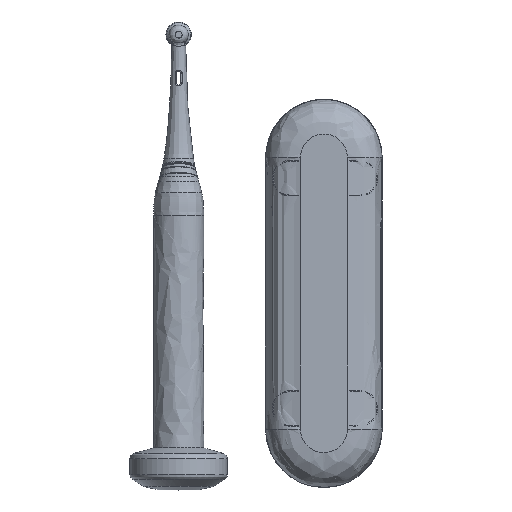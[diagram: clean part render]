
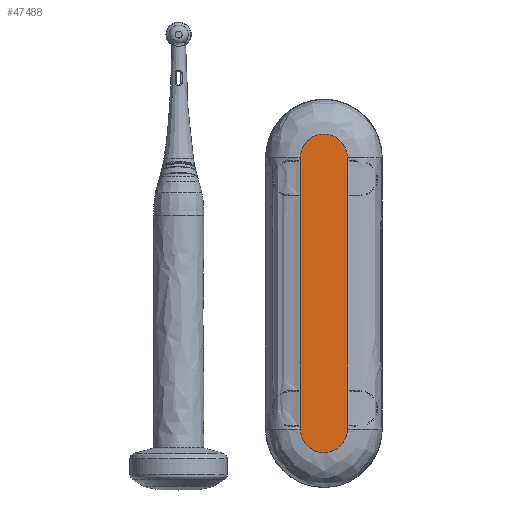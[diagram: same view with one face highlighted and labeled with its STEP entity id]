
A CAD part, top view. The second image highlights one B-rep face of the part: STEP entity #47488.
In plain terms, the highlighted free-form (B-spline) face has degree [1, 1] with [2, 2] control points.
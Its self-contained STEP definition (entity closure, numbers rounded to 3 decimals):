
#47244 = EDGE_CURVE('',#47245,#47247,#47249,.T.);
#47245 = VERTEX_POINT('',#47246);
#47246 = CARTESIAN_POINT('',(123.823,222.884,
    23.002));
#47247 = VERTEX_POINT('',#47248);
#47248 = CARTESIAN_POINT('',(123.823,23.381,
    23.002));
#47249 = B_SPLINE_CURVE_WITH_KNOTS('',3,(#47250,#47251,#47252,#47253,
    #47254,#47255,#47256,#47257,#47258,#47259,#47260,#47261,#47262,
    #47263,#47264,#47265),.UNSPECIFIED.,.F.,.F.,(4,1,1,1,1,1,1,1,1,1,1,1
    ,1,4),(-39.647,-39.229,-39.09,
    -38.532,-37.417,-36.859,-35.744,
    -35.187,-30.726,-26.266,-25.708,
    -25.151,-24.593,-24.036),.UNSPECIFIED.);
#47250 = CARTESIAN_POINT('',(123.823,222.884,
    23.002));
#47251 = CARTESIAN_POINT('',(123.823,221.089,
    23.002));
#47252 = CARTESIAN_POINT('',(123.823,218.686,
    23.002));
#47253 = CARTESIAN_POINT('',(123.823,213.909,
    23.002));
#47254 = CARTESIAN_POINT('',(123.823,206.272,
    23.002));
#47255 = CARTESIAN_POINT('',(123.823,196.806,
    23.002));
#47256 = CARTESIAN_POINT('',(123.823,184.853,
    23.002));
#47257 = CARTESIAN_POINT('',(123.823,175.389,
    23.002));
#47258 = CARTESIAN_POINT('',(123.823,149.267,
    23.002));
#47259 = CARTESIAN_POINT('',(123.823,108.874,
    23.002));
#47260 = CARTESIAN_POINT('',(123.823,68.533,
    23.002));
#47261 = CARTESIAN_POINT('',(123.823,44.739,
    23.002));
#47262 = CARTESIAN_POINT('',(123.823,37.66,
    23.002));
#47263 = CARTESIAN_POINT('',(123.823,30.519,
    23.002));
#47264 = CARTESIAN_POINT('',(123.823,25.778,
    23.002));
#47265 = CARTESIAN_POINT('',(123.823,23.381,
    23.002));
#47488 = ADVANCED_FACE('',(#47489),#47547,.T.);
#47489 = FACE_BOUND('',#47490,.T.);
#47490 = EDGE_LOOP('',(#47491,#47492,#47510,#47531));
#47491 = ORIENTED_EDGE('',*,*,#47244,.F.);
#47492 = ORIENTED_EDGE('',*,*,#47493,.F.);
#47493 = EDGE_CURVE('',#47494,#47245,#47496,.T.);
#47494 = VERTEX_POINT('',#47495);
#47495 = CARTESIAN_POINT('',(89.453,222.884,
    23.002));
#47496 = B_SPLINE_CURVE_WITH_KNOTS('',3,(#47497,#47498,#47499,#47500,
    #47501,#47502,#47503,#47504,#47505,#47506,#47507,#47508,#47509),
  .UNSPECIFIED.,.F.,.F.,(4,1,1,1,1,1,1,1,1,1,4),(-4.213,
    -3.761,-3.611,-3.009,-2.407,
    -1.805,-1.504,-1.204,-0.827,
    -0.602,0.),.UNSPECIFIED.);
#47497 = CARTESIAN_POINT('',(89.453,222.884,
    23.002));
#47498 = CARTESIAN_POINT('',(89.453,224.821,
    23.002));
#47499 = CARTESIAN_POINT('',(89.889,227.374,
    23.002));
#47500 = CARTESIAN_POINT('',(91.86,232.142,
    23.002));
#47501 = CARTESIAN_POINT('',(95.556,236.777,
    23.002));
#47502 = CARTESIAN_POINT('',(102.684,240.214,
    23.002));
#47503 = CARTESIAN_POINT('',(109.275,240.208,
    23.002));
#47504 = CARTESIAN_POINT('',(114.154,238.498,
    23.002));
#47505 = CARTESIAN_POINT('',(117.721,236.257,
    23.002));
#47506 = CARTESIAN_POINT('',(120.387,233.437,
    23.002));
#47507 = CARTESIAN_POINT('',(123.02,228.976,
    23.002));
#47508 = CARTESIAN_POINT('',(123.823,225.467,
    23.002));
#47509 = CARTESIAN_POINT('',(123.823,222.884,
    23.002));
#47510 = ORIENTED_EDGE('',*,*,#47511,.F.);
#47511 = EDGE_CURVE('',#47512,#47494,#47514,.T.);
#47512 = VERTEX_POINT('',#47513);
#47513 = CARTESIAN_POINT('',(89.453,23.381,
    23.002));
#47514 = B_SPLINE_CURVE_WITH_KNOTS('',3,(#47515,#47516,#47517,#47518,
    #47519,#47520,#47521,#47522,#47523,#47524,#47525,#47526,#47527,
    #47528,#47529,#47530),.UNSPECIFIED.,.F.,.F.,(4,1,1,1,1,1,1,1,1,1,1,1
    ,1,4),(-19.825,-19.267,-18.71,
    -17.594,-17.037,-16.479,-15.364,
    -10.903,-7.558,-7.,-6.443,
    -5.328,-4.77,-4.213),.UNSPECIFIED.);
#47515 = CARTESIAN_POINT('',(89.453,23.381,
    23.002));
#47516 = CARTESIAN_POINT('',(89.453,25.775,
    23.002));
#47517 = CARTESIAN_POINT('',(89.453,30.594,
    23.002));
#47518 = CARTESIAN_POINT('',(89.453,39.997,
    23.002));
#47519 = CARTESIAN_POINT('',(89.453,49.459,
    23.002));
#47520 = CARTESIAN_POINT('',(89.453,59.025,
    23.002));
#47521 = CARTESIAN_POINT('',(89.453,68.514,
    23.002));
#47522 = CARTESIAN_POINT('',(89.453,94.622,
    23.002));
#47523 = CARTESIAN_POINT('',(89.453,132.637,
    23.002));
#47524 = CARTESIAN_POINT('',(89.453,168.264,
    23.002));
#47525 = CARTESIAN_POINT('',(89.453,187.24,
    23.002));
#47526 = CARTESIAN_POINT('',(89.453,196.806,
    23.002));
#47527 = CARTESIAN_POINT('',(89.453,206.268,
    23.002));
#47528 = CARTESIAN_POINT('',(89.453,215.671,
    23.002));
#47529 = CARTESIAN_POINT('',(89.453,220.49,
    23.002));
#47530 = CARTESIAN_POINT('',(89.453,222.884,
    23.002));
#47531 = ORIENTED_EDGE('',*,*,#47532,.F.);
#47532 = EDGE_CURVE('',#47247,#47512,#47533,.T.);
#47533 = B_SPLINE_CURVE_WITH_KNOTS('',3,(#47534,#47535,#47536,#47537,
    #47538,#47539,#47540,#47541,#47542,#47543,#47544,#47545,#47546),
  .UNSPECIFIED.,.F.,.F.,(4,1,1,1,1,1,1,1,1,1,4),(-24.036,
    -23.885,-23.434,-22.833,-22.231,
    -21.93,-21.629,-21.028,-20.426,
    -20.276,-19.825),.UNSPECIFIED.);
#47534 = CARTESIAN_POINT('',(123.823,23.381,
    23.002));
#47535 = CARTESIAN_POINT('',(123.823,22.735,
    23.002));
#47536 = CARTESIAN_POINT('',(123.675,20.149,
    23.002));
#47537 = CARTESIAN_POINT('',(122.23,15.14,
    23.002));
#47538 = CARTESIAN_POINT('',(117.708,9.478,
    23.002));
#47539 = CARTESIAN_POINT('',(111.77,6.624,
    23.002));
#47540 = CARTESIAN_POINT('',(106.628,6.053,
    23.002));
#47541 = CARTESIAN_POINT('',(101.489,6.63,
    23.002));
#47542 = CARTESIAN_POINT('',(95.551,9.489,
    23.002));
#47543 = CARTESIAN_POINT('',(91.858,14.126,
    23.002));
#47544 = CARTESIAN_POINT('',(89.889,18.892,
    23.002));
#47545 = CARTESIAN_POINT('',(89.453,21.445,
    23.002));
#47546 = CARTESIAN_POINT('',(89.453,23.381,
    23.002));
#47547 = B_SPLINE_SURFACE_WITH_KNOTS('',1,1,(
    (#47548,#47549)
    ,(#47550,#47551
    )),.UNSPECIFIED.,.F.,.F.,.F.,(2,2),(2,2),(-13.448,
    13.448),(-91.621,91.622),
  .PIECEWISE_BEZIER_KNOTS.);
#47548 = CARTESIAN_POINT('',(89.453,6.053,
    23.002));
#47549 = CARTESIAN_POINT('',(89.453,240.214,
    23.002));
#47550 = CARTESIAN_POINT('',(123.823,6.053,
    23.002));
#47551 = CARTESIAN_POINT('',(123.823,240.214,
    23.002));
